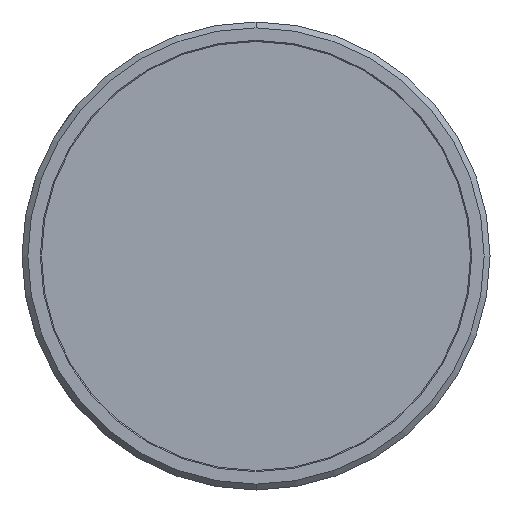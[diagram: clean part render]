
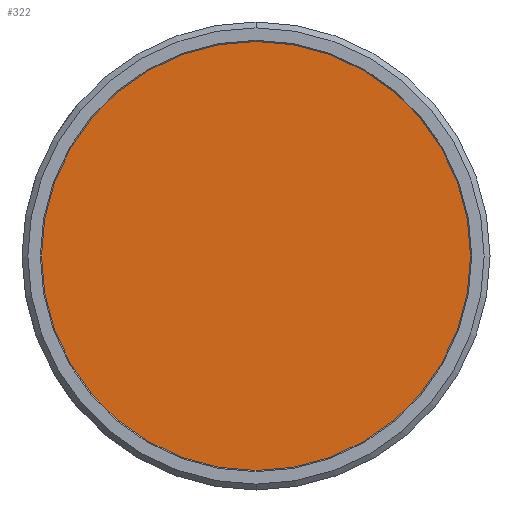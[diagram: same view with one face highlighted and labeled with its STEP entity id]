
A CAD part, left-side view. The second image highlights one B-rep face of the part: STEP entity #322.
In plain terms, the highlighted planar face has unit normal (-1, 0, 0).
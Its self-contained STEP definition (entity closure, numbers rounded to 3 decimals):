
#142 = DIRECTION ( 'NONE',  ( 1., 0., 0. ) ) ;
#274 = ORIENTED_EDGE ( 'NONE', *, *, #1545, .F. ) ;
#322 = ADVANCED_FACE ( 'NONE', ( #1430 ), #1455, .F. ) ;
#355 = VERTEX_POINT ( 'NONE', #1186 ) ;
#480 = ORIENTED_EDGE ( 'NONE', *, *, #1636, .F. ) ;
#488 = DIRECTION ( 'NONE',  ( 0., 0., 1. ) ) ;
#502 = DIRECTION ( 'NONE',  ( 1., 0., 0. ) ) ;
#1186 = CARTESIAN_POINT ( 'NONE',  ( 2.057, 0., -55. ) ) ;
#1353 = VERTEX_POINT ( 'NONE', #3989 ) ;
#1430 = FACE_OUTER_BOUND ( 'NONE', #2438, .T. ) ;
#1455 = PLANE ( 'NONE',  #3665 ) ;
#1489 = CARTESIAN_POINT ( 'NONE',  ( 2.057, 0., 0. ) ) ;
#1545 = EDGE_CURVE ( 'NONE', #1353, #355, #3998, .T. ) ;
#1636 = EDGE_CURVE ( 'NONE', #355, #1353, #1719, .T. ) ;
#1719 = CIRCLE ( 'NONE', #2164, 55. ) ;
#2129 = DIRECTION ( 'NONE',  ( 1., 0., 0. ) ) ;
#2164 = AXIS2_PLACEMENT_3D ( 'NONE', #1489, #142, #488 ) ;
#2438 = EDGE_LOOP ( 'NONE', ( #274, #480 ) ) ;
#2791 = CARTESIAN_POINT ( 'NONE',  ( 2.057, 0., 0. ) ) ;
#2800 = DIRECTION ( 'NONE',  ( 0., 0., -1. ) ) ;
#3665 = AXIS2_PLACEMENT_3D ( 'NONE', #3750, #2129, #2800 ) ;
#3750 = CARTESIAN_POINT ( 'NONE',  ( 2.057, -55.66, 55.66 ) ) ;
#3989 = CARTESIAN_POINT ( 'NONE',  ( 2.057, 0., 55. ) ) ;
#3998 = CIRCLE ( 'NONE', #4139, 55. ) ;
#4113 = DIRECTION ( 'NONE',  ( 0., 0., 1. ) ) ;
#4139 = AXIS2_PLACEMENT_3D ( 'NONE', #2791, #502, #4113 ) ;
